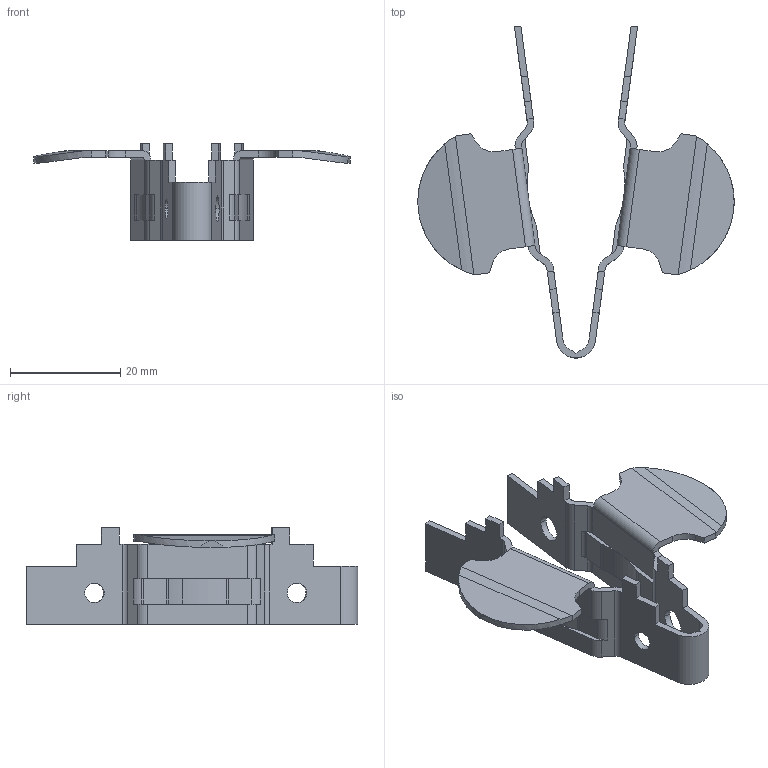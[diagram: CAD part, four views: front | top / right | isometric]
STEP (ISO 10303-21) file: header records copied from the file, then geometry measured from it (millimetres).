
FILE_DESCRIPTION (( 'STEP AP203' ), '1' );
FILE_NAME ('15407.STEP', '2015-02-23T20:17:24', ( '' ), ( '' ), 'SwSTEP 2.0', 'SolidWorks 2014', '' );
FILE_SCHEMA (( 'CONFIG_CONTROL_DESIGN' ));
Length unit declared in the file: inch
Products named in the file (1): 15407
Bounding box: 57.29 x 60.12 x 17.53 mm (x, y, z)
Volume: 2960.4 mm3; surface area: 5552.9 mm2
Topology: 1 solids, 1 shells, 186 faces, 542 edges, 358 vertices
Faces by surface type: plane 102, cylinder 84
Entity records: 6275 total; most frequent: CARTESIAN_POINT 1153, ORIENTED_EDGE 1084, DIRECTION 1060, EDGE_CURVE 542, VERTEX_POINT 358, LINE 354, VECTOR 354, AXIS2_PLACEMENT_3D 353
